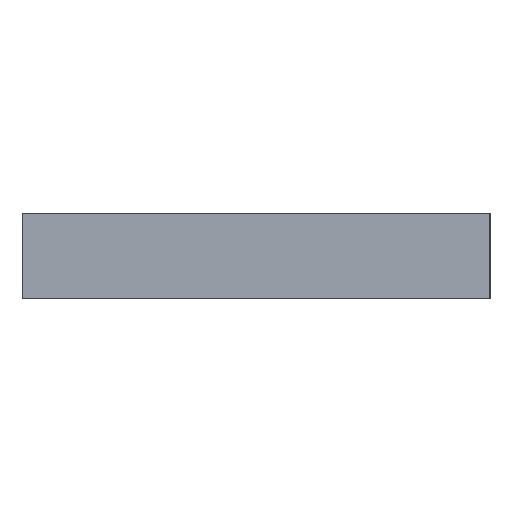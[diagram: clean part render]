
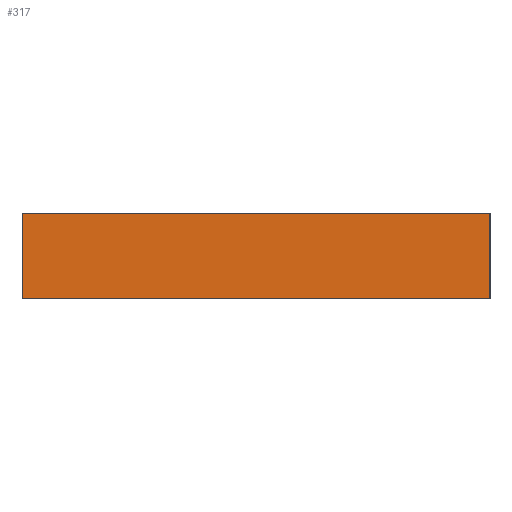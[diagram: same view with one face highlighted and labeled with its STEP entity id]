
A CAD part, left-side view. The second image highlights one B-rep face of the part: STEP entity #317.
In plain terms, the highlighted planar face has unit normal (-1, 0, 0).
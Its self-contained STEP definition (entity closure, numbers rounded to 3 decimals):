
#29=PLANE('',#351);
#45=FACE_OUTER_BOUND('',#61,.T.);
#61=EDGE_LOOP('',(#267,#268,#269,#270));
#101=LINE('',#510,#139);
#102=LINE('',#513,#140);
#103=LINE('',#515,#141);
#104=LINE('',#516,#142);
#139=VECTOR('',#421,10.);
#140=VECTOR('',#424,10.);
#141=VECTOR('',#425,10.);
#142=VECTOR('',#426,10.);
#173=VERTEX_POINT('',#506);
#174=VERTEX_POINT('',#508);
#175=VERTEX_POINT('',#512);
#176=VERTEX_POINT('',#514);
#213=EDGE_CURVE('',#173,#174,#101,.T.);
#214=EDGE_CURVE('',#175,#173,#102,.T.);
#215=EDGE_CURVE('',#176,#174,#103,.T.);
#216=EDGE_CURVE('',#175,#176,#104,.T.);
#267=ORIENTED_EDGE('',*,*,#214,.T.);
#268=ORIENTED_EDGE('',*,*,#213,.T.);
#269=ORIENTED_EDGE('',*,*,#215,.F.);
#270=ORIENTED_EDGE('',*,*,#216,.F.);
#317=ADVANCED_FACE('',(#45),#29,.T.);
#351=AXIS2_PLACEMENT_3D('',#511,#422,#423);
#421=DIRECTION('',(0.,0.,1.));
#422=DIRECTION('center_axis',(-1.,0.,0.));
#423=DIRECTION('ref_axis',(0.,-1.,0.));
#424=DIRECTION('',(0.,-1.,0.));
#425=DIRECTION('',(0.,-1.,0.));
#426=DIRECTION('',(0.,0.,1.));
#506=CARTESIAN_POINT('',(-23.1,-5.5,0.));
#508=CARTESIAN_POINT('',(-23.1,-5.5,2.));
#510=CARTESIAN_POINT('',(-23.1,-5.5,0.));
#511=CARTESIAN_POINT('Origin',(-23.1,5.5,0.));
#512=CARTESIAN_POINT('',(-23.1,5.5,0.));
#513=CARTESIAN_POINT('',(-23.1,5.5,0.));
#514=CARTESIAN_POINT('',(-23.1,5.5,2.));
#515=CARTESIAN_POINT('',(-23.1,5.5,2.));
#516=CARTESIAN_POINT('',(-23.1,5.5,0.));
